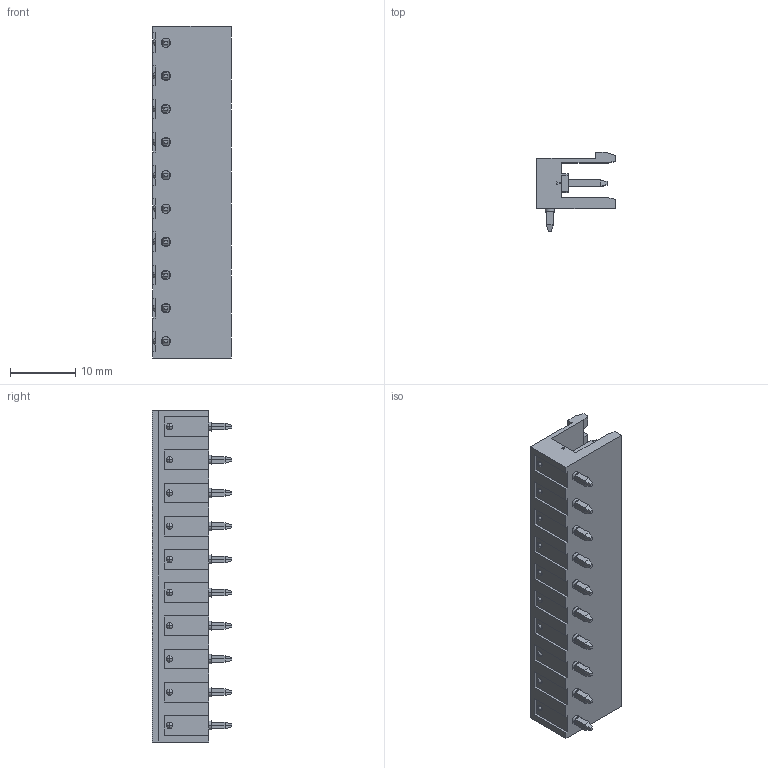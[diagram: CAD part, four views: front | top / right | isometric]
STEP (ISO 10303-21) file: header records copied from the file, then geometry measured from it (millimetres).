
FILE_DESCRIPTION(('SolidDesigner STEP Export'),'1');
FILE_NAME('mstb_2.5-10-g-5.08.stp','2000-09-08T10:41:44',(''),(''), 'SolidDesigner STEP processor Version: 7.0(Mar 1999)for AP214(CD)(Solid Model)', 'CoCreate SolidDesigner: 08.01 19-Jun-2000(C) CoCreate Software GmbH','');
FILE_SCHEMA(('AUTOMOTIVE_DESIGN_CC2 {1 2 10303 214 -1 1 5 1}'));
Length unit declared in the file: millimetre
Products named in the file (2): mstb_2.5-10-g-5.08
Assembly tree (1 placements, depth 2):
  mstb_2.5-10-g-5.08
    mstb_2.5-10-g-5.08
Bounding box: 12 x 12.1 x 50.8 mm (x, y, z)
Volume: 2446.1 mm3; surface area: 3495.5 mm2
Topology: 1 solids, 1 shells, 872 faces, 1932 edges, 1134 vertices
Faces by surface type: plane 729, cylinder 83, sphere 40, cone 20
Entity records: 27948 total; most frequent: ORIENTED_EDGE 3864, CARTESIAN_POINT 3620, DIRECTION 3127, EDGE_CURVE 1932, VECTOR 1325, LINE 1325, VERTEX_POINT 1134, EDGE_LOOP 944
